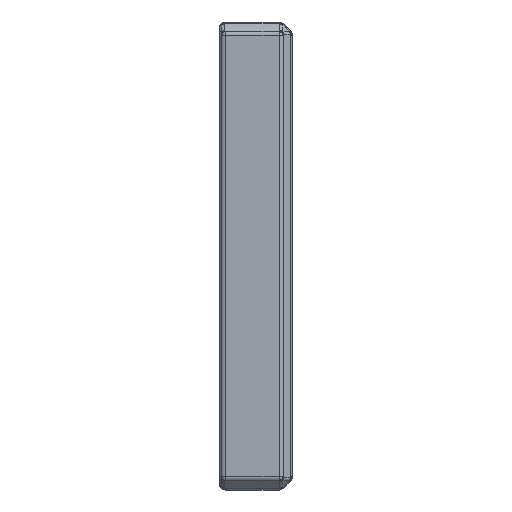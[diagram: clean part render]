
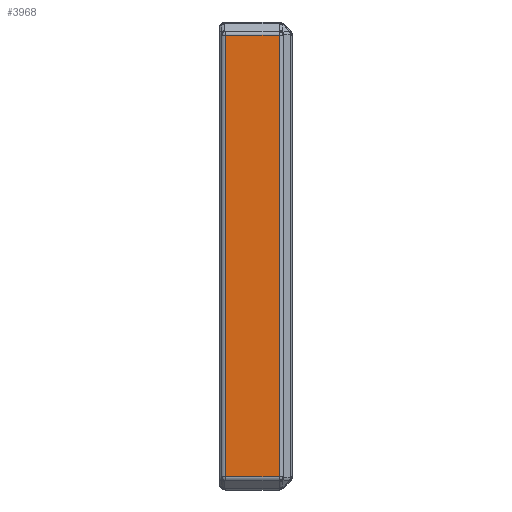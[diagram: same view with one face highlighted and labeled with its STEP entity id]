
A CAD part, left-side view. The second image highlights one B-rep face of the part: STEP entity #3968.
In plain terms, the highlighted planar face has unit normal (-1, 0, 0).
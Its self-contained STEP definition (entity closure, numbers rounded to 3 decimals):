
#48 = VECTOR ( 'NONE', #7560, 1000. ) ;
#379 = PLANE ( 'NONE',  #3936 ) ;
#740 = EDGE_CURVE ( 'NONE', #3217, #8524, #1800, .T. ) ;
#1053 = FACE_OUTER_BOUND ( 'NONE', #2734, .T. ) ;
#1535 = LINE ( 'NONE', #4047, #48 ) ;
#1800 = LINE ( 'NONE', #4160, #11054 ) ;
#1802 = EDGE_CURVE ( 'NONE', #8722, #3759, #7083, .T. ) ;
#2126 = DIRECTION ( 'NONE',  ( 1., 0., 0. ) ) ;
#2145 = CARTESIAN_POINT ( 'NONE',  ( -2., 3.621, 6.579 ) ) ;
#2734 = EDGE_LOOP ( 'NONE', ( #3022, #7400, #7475, #4589 ) ) ;
#2737 = CARTESIAN_POINT ( 'NONE',  ( -2., 18.379, -114.579 ) ) ;
#3022 = ORIENTED_EDGE ( 'NONE', *, *, #10696, .T. ) ;
#3217 = VERTEX_POINT ( 'NONE', #6611 ) ;
#3512 = DIRECTION ( 'NONE',  ( 0., -1., 0. ) ) ;
#3759 = VERTEX_POINT ( 'NONE', #4524 ) ;
#3936 = AXIS2_PLACEMENT_3D ( 'NONE', #9693, #2126, #7938 ) ;
#3968 = ADVANCED_FACE ( 'NONE', ( #1053 ), #379, .F. ) ;
#4047 = CARTESIAN_POINT ( 'NONE',  ( -2., 19., 6.579 ) ) ;
#4160 = CARTESIAN_POINT ( 'NONE',  ( -2., 3.621, 6.579 ) ) ;
#4369 = DIRECTION ( 'NONE',  ( 0., 0., 1. ) ) ;
#4524 = CARTESIAN_POINT ( 'NONE',  ( -2., 18.379, -114.579 ) ) ;
#4589 = ORIENTED_EDGE ( 'NONE', *, *, #740, .T. ) ;
#5417 = DIRECTION ( 'NONE',  ( 0., 0., -1. ) ) ;
#5956 = CARTESIAN_POINT ( 'NONE',  ( -2., 3., -114.579 ) ) ;
#5962 = VECTOR ( 'NONE', #3512, 1000. ) ;
#6342 = CARTESIAN_POINT ( 'NONE',  ( -2., 18.379, 6.579 ) ) ;
#6611 = CARTESIAN_POINT ( 'NONE',  ( -2., 3.621, -114.579 ) ) ;
#6846 = LINE ( 'NONE', #5956, #5962 ) ;
#7083 = LINE ( 'NONE', #2737, #8203 ) ;
#7400 = ORIENTED_EDGE ( 'NONE', *, *, #1802, .T. ) ;
#7475 = ORIENTED_EDGE ( 'NONE', *, *, #8329, .T. ) ;
#7560 = DIRECTION ( 'NONE',  ( 0., 1., 0. ) ) ;
#7938 = DIRECTION ( 'NONE',  ( 0., 0., -1. ) ) ;
#8203 = VECTOR ( 'NONE', #5417, 1000. ) ;
#8329 = EDGE_CURVE ( 'NONE', #3759, #3217, #6846, .T. ) ;
#8524 = VERTEX_POINT ( 'NONE', #2145 ) ;
#8722 = VERTEX_POINT ( 'NONE', #6342 ) ;
#9693 = CARTESIAN_POINT ( 'NONE',  ( -2., 20., 0. ) ) ;
#10696 = EDGE_CURVE ( 'NONE', #8524, #8722, #1535, .T. ) ;
#11054 = VECTOR ( 'NONE', #4369, 1000. ) ;
